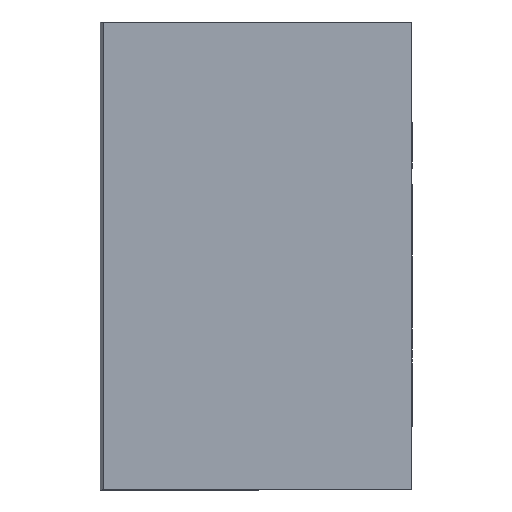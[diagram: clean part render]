
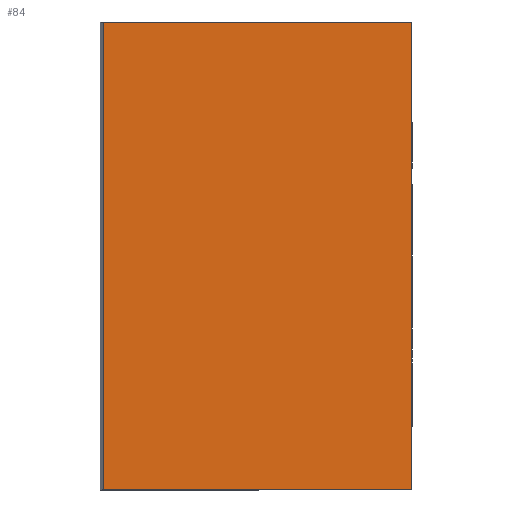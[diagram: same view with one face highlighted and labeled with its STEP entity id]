
A CAD part, left-side view. The second image highlights one B-rep face of the part: STEP entity #84.
In plain terms, the highlighted planar face has unit normal (-1, 0, 0).
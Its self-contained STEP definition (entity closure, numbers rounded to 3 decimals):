
#84=ADVANCED_FACE('',(#108),#109,.T.);
#108=FACE_OUTER_BOUND('',#136,.T.);
#109=PLANE('',#137);
#136=EDGE_LOOP('',(#216,#217,#218,#219));
#137=AXIS2_PLACEMENT_3D('',#220,#221,#222);
#216=ORIENTED_EDGE('',*,*,#278,.T.);
#217=ORIENTED_EDGE('',*,*,#279,.F.);
#218=ORIENTED_EDGE('',*,*,#266,.T.);
#219=ORIENTED_EDGE('',*,*,#277,.T.);
#220=CARTESIAN_POINT('',(0.0,7.909,6.0));
#221=DIRECTION('',(-1.0,0.0,0.0));
#222=DIRECTION('',(0.0,1.0,0.));
#266=EDGE_CURVE('',#313,#311,#314,.T.);
#277=EDGE_CURVE('',#311,#328,#330,.T.);
#278=EDGE_CURVE('',#328,#331,#332,.T.);
#279=EDGE_CURVE('',#313,#331,#333,.T.);
#311=VERTEX_POINT('',#376);
#313=VERTEX_POINT('',#378);
#314=LINE('',#379,#380);
#328=VERTEX_POINT('',#400);
#330=LINE('',#402,#403);
#331=VERTEX_POINT('',#404);
#332=LINE('',#405,#406);
#333=LINE('',#407,#408);
#376=CARTESIAN_POINT('',(0.0,7.909,6.0));
#378=CARTESIAN_POINT('',(0.0,0.,6.0));
#379=CARTESIAN_POINT('',(0.0,0.,6.0));
#380=VECTOR('',#444,1.0);
#400=CARTESIAN_POINT('',(0.0,7.909,-6.0));
#402=CARTESIAN_POINT('',(0.0,7.909,6.0));
#403=VECTOR('',#463,1.0);
#404=CARTESIAN_POINT('',(0.0,0.,-6.0));
#405=CARTESIAN_POINT('',(0.0,0.,-6.0));
#406=VECTOR('',#464,1.0);
#407=CARTESIAN_POINT('',(0.0,0.,6.0));
#408=VECTOR('',#465,1.0);
#444=DIRECTION('',(0.0,1.0,0.));
#463=DIRECTION('',(0.0,0.,-1.0));
#464=DIRECTION('',(0.0,-1.0,0.));
#465=DIRECTION('',(0.0,0.,-1.0));
